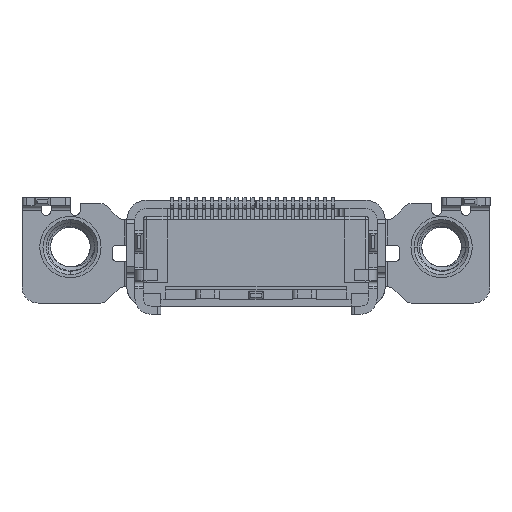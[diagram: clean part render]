
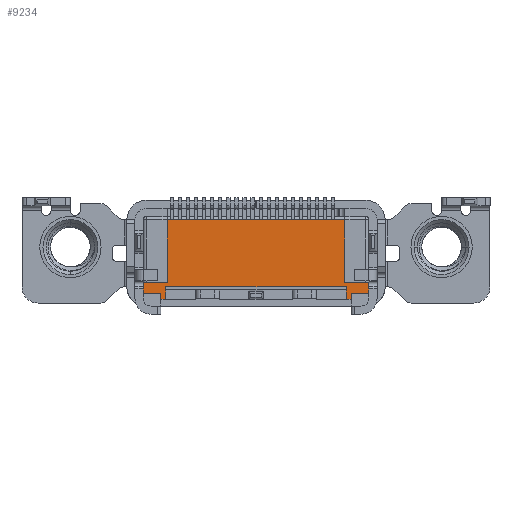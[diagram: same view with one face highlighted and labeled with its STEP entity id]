
A CAD part, front view. The second image highlights one B-rep face of the part: STEP entity #9234.
In plain terms, the highlighted planar face has unit normal (0, -1, 0).
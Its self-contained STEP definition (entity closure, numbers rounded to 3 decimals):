
#293 = EDGE_CURVE ( 'NONE', #24022, #12644, #10694, .T. ) ;
#342 = ORIENTED_EDGE ( 'NONE', *, *, #31630, .F. ) ;
#662 = VECTOR ( 'NONE', #10826, 1000. ) ;
#1499 = CARTESIAN_POINT ( 'NONE',  ( -5.5, 0.3, -1.01 ) ) ;
#1500 = DIRECTION ( 'NONE',  ( 0., 0., -1. ) ) ;
#1608 = CARTESIAN_POINT ( 'NONE',  ( 0., 0.3, -1.01 ) ) ;
#2322 = ORIENTED_EDGE ( 'NONE', *, *, #23922, .T. ) ;
#2419 = EDGE_LOOP ( 'NONE', ( #21456, #26710, #2322, #34682, #342, #8528, #35084, #7831, #20026, #2571, #18587, #12244, #17173, #11918, #6640, #16427 ) ) ;
#2490 = EDGE_CURVE ( 'NONE', #32457, #28151, #25540, .T. ) ;
#2571 = ORIENTED_EDGE ( 'NONE', *, *, #26420, .T. ) ;
#2604 = VECTOR ( 'NONE', #1500, 1000. ) ;
#3509 = EDGE_CURVE ( 'NONE', #29224, #14225, #11128, .T. ) ;
#3539 = DIRECTION ( 'NONE',  ( -1., 0., 0. ) ) ;
#3625 = VERTEX_POINT ( 'NONE', #25100 ) ;
#4032 = VECTOR ( 'NONE', #3539, 1000. ) ;
#4199 = VECTOR ( 'NONE', #8978, 1000. ) ;
#4837 = LINE ( 'NONE', #1608, #13827 ) ;
#5067 = EDGE_CURVE ( 'NONE', #33415, #33122, #26451, .T. ) ;
#5152 = PLANE ( 'NONE',  #30361 ) ;
#6640 = ORIENTED_EDGE ( 'NONE', *, *, #13439, .T. ) ;
#7420 = CARTESIAN_POINT ( 'NONE',  ( -5.9, 0.3, -5.95 ) ) ;
#7544 = DIRECTION ( 'NONE',  ( 1., 0., 0. ) ) ;
#7831 = ORIENTED_EDGE ( 'NONE', *, *, #23857, .F. ) ;
#8528 = ORIENTED_EDGE ( 'NONE', *, *, #12309, .F. ) ;
#8978 = DIRECTION ( 'NONE',  ( 0., 0., 1. ) ) ;
#9234 = ADVANCED_FACE ( 'NONE', ( #10433 ), #5152, .T. ) ;
#9771 = LINE ( 'NONE', #27328, #16356 ) ;
#10341 = DIRECTION ( 'NONE',  ( 0., 0., -1. ) ) ;
#10433 = FACE_OUTER_BOUND ( 'NONE', #2419, .T. ) ;
#10694 = LINE ( 'NONE', #16660, #2604 ) ;
#10826 = DIRECTION ( 'NONE',  ( -1., 0., 0. ) ) ;
#10879 = CARTESIAN_POINT ( 'NONE',  ( 7., 0.3, -5.56 ) ) ;
#11128 = LINE ( 'NONE', #18924, #4032 ) ;
#11396 = CARTESIAN_POINT ( 'NONE',  ( -5.6, 0.3, -5.95 ) ) ;
#11537 = CARTESIAN_POINT ( 'NONE',  ( -7., 0.3, 0. ) ) ;
#11630 = EDGE_CURVE ( 'NONE', #28151, #12665, #38139, .T. ) ;
#11918 = ORIENTED_EDGE ( 'NONE', *, *, #11630, .T. ) ;
#12108 = EDGE_CURVE ( 'NONE', #38061, #25898, #17539, .T. ) ;
#12244 = ORIENTED_EDGE ( 'NONE', *, *, #32586, .T. ) ;
#12309 = EDGE_CURVE ( 'NONE', #24128, #14656, #33435, .T. ) ;
#12644 = VERTEX_POINT ( 'NONE', #24816 ) ;
#12665 = VERTEX_POINT ( 'NONE', #34861 ) ;
#12921 = LINE ( 'NONE', #35665, #662 ) ;
#13125 = DIRECTION ( 'NONE',  ( 1., 0., 0. ) ) ;
#13439 = EDGE_CURVE ( 'NONE', #12665, #33415, #22935, .T. ) ;
#13788 = VECTOR ( 'NONE', #13125, 1000. ) ;
#13827 = VECTOR ( 'NONE', #25657, 1000. ) ;
#13849 = CARTESIAN_POINT ( 'NONE',  ( 5.6, 0.3, -5.16 ) ) ;
#14225 = VERTEX_POINT ( 'NONE', #23143 ) ;
#14656 = VERTEX_POINT ( 'NONE', #14863 ) ;
#14863 = CARTESIAN_POINT ( 'NONE',  ( 5.9, 0.3, -5.56 ) ) ;
#15211 = CARTESIAN_POINT ( 'NONE',  ( -7., 0.3, -5.56 ) ) ;
#15313 = DIRECTION ( 'NONE',  ( 1., 0., 0. ) ) ;
#15398 = LINE ( 'NONE', #36067, #30848 ) ;
#15551 = CARTESIAN_POINT ( 'NONE',  ( -5.9, 0.3, 0. ) ) ;
#15602 = CARTESIAN_POINT ( 'NONE',  ( 5.6, 0.3, 0. ) ) ;
#16356 = VECTOR ( 'NONE', #24298, 1000. ) ;
#16427 = ORIENTED_EDGE ( 'NONE', *, *, #5067, .T. ) ;
#16660 = CARTESIAN_POINT ( 'NONE',  ( -5.5, 0.3, 0. ) ) ;
#17173 = ORIENTED_EDGE ( 'NONE', *, *, #2490, .T. ) ;
#17207 = EDGE_CURVE ( 'NONE', #33122, #14225, #20179, .T. ) ;
#17501 = VECTOR ( 'NONE', #27099, 1000. ) ;
#17539 = LINE ( 'NONE', #19497, #28801 ) ;
#17980 = VECTOR ( 'NONE', #34252, 1000. ) ;
#18478 = CARTESIAN_POINT ( 'NONE',  ( 7., 0.3, -4.9 ) ) ;
#18587 = ORIENTED_EDGE ( 'NONE', *, *, #293, .T. ) ;
#18598 = DIRECTION ( 'NONE',  ( 0., 0., -1. ) ) ;
#18671 = EDGE_CURVE ( 'NONE', #31218, #3625, #15398, .T. ) ;
#18820 = EDGE_CURVE ( 'NONE', #24128, #37272, #9771, .T. ) ;
#18924 = CARTESIAN_POINT ( 'NONE',  ( -5.6, 0.3, -5.16 ) ) ;
#19497 = CARTESIAN_POINT ( 'NONE',  ( 0., 0.3, -5.95 ) ) ;
#19750 = CARTESIAN_POINT ( 'NONE',  ( 0., 0.3, 0. ) ) ;
#20026 = ORIENTED_EDGE ( 'NONE', *, *, #18671, .F. ) ;
#20179 = LINE ( 'NONE', #38563, #4199 ) ;
#21197 = CARTESIAN_POINT ( 'NONE',  ( 0., 0.3, -5.56 ) ) ;
#21321 = VECTOR ( 'NONE', #15313, 1000. ) ;
#21456 = ORIENTED_EDGE ( 'NONE', *, *, #17207, .T. ) ;
#21994 = VECTOR ( 'NONE', #30170, 1000. ) ;
#22559 = CARTESIAN_POINT ( 'NONE',  ( 5.5, 0.3, -1.01 ) ) ;
#22935 = LINE ( 'NONE', #15551, #21994 ) ;
#23143 = CARTESIAN_POINT ( 'NONE',  ( -5.6, 0.3, -5.16 ) ) ;
#23583 = VECTOR ( 'NONE', #18598, 1000. ) ;
#23857 = EDGE_CURVE ( 'NONE', #3625, #37272, #33433, .T. ) ;
#23922 = EDGE_CURVE ( 'NONE', #29224, #38061, #37616, .T. ) ;
#24022 = VERTEX_POINT ( 'NONE', #1499 ) ;
#24128 = VERTEX_POINT ( 'NONE', #10879 ) ;
#24186 = CARTESIAN_POINT ( 'NONE',  ( 0., 0.3, -5.56 ) ) ;
#24256 = VECTOR ( 'NONE', #10341, 1000. ) ;
#24298 = DIRECTION ( 'NONE',  ( 0., 0., 1. ) ) ;
#24740 = CARTESIAN_POINT ( 'NONE',  ( 5.6, 0.3, -5.95 ) ) ;
#24816 = CARTESIAN_POINT ( 'NONE',  ( -5.5, 0.3, -4.9 ) ) ;
#25100 = CARTESIAN_POINT ( 'NONE',  ( 5.5, 0.3, -4.9 ) ) ;
#25540 = LINE ( 'NONE', #11537, #37655 ) ;
#25657 = DIRECTION ( 'NONE',  ( -1., 0., 0. ) ) ;
#25898 = VERTEX_POINT ( 'NONE', #30376 ) ;
#26420 = EDGE_CURVE ( 'NONE', #31218, #24022, #4837, .T. ) ;
#26451 = LINE ( 'NONE', #31379, #17980 ) ;
#26710 = ORIENTED_EDGE ( 'NONE', *, *, #3509, .F. ) ;
#27099 = DIRECTION ( 'NONE',  ( -1., 0., 0. ) ) ;
#27328 = CARTESIAN_POINT ( 'NONE',  ( 7., 0.3, 0. ) ) ;
#28151 = VERTEX_POINT ( 'NONE', #15211 ) ;
#28801 = VECTOR ( 'NONE', #7544, 1000. ) ;
#29224 = VERTEX_POINT ( 'NONE', #13849 ) ;
#30170 = DIRECTION ( 'NONE',  ( 0., 0., -1. ) ) ;
#30361 = AXIS2_PLACEMENT_3D ( 'NONE', #19750, #32529, #32666 ) ;
#30376 = CARTESIAN_POINT ( 'NONE',  ( 5.9, 0.3, -5.95 ) ) ;
#30848 = VECTOR ( 'NONE', #32792, 1000. ) ;
#30896 = CARTESIAN_POINT ( 'NONE',  ( 0., 0.3, -4.9 ) ) ;
#31218 = VERTEX_POINT ( 'NONE', #22559 ) ;
#31379 = CARTESIAN_POINT ( 'NONE',  ( 0., 0.3, -5.95 ) ) ;
#31630 = EDGE_CURVE ( 'NONE', #14656, #25898, #38704, .T. ) ;
#32457 = VERTEX_POINT ( 'NONE', #34257 ) ;
#32472 = DIRECTION ( 'NONE',  ( 0., 0., -1. ) ) ;
#32529 = DIRECTION ( 'NONE',  ( 0., -1., 0. ) ) ;
#32586 = EDGE_CURVE ( 'NONE', #12644, #32457, #12921, .T. ) ;
#32666 = DIRECTION ( 'NONE',  ( 1., 0., 0. ) ) ;
#32792 = DIRECTION ( 'NONE',  ( 0., 0., -1. ) ) ;
#33122 = VERTEX_POINT ( 'NONE', #11396 ) ;
#33415 = VERTEX_POINT ( 'NONE', #7420 ) ;
#33433 = LINE ( 'NONE', #30896, #13788 ) ;
#33435 = LINE ( 'NONE', #21197, #17501 ) ;
#34049 = CARTESIAN_POINT ( 'NONE',  ( 5.9, 0.3, 0. ) ) ;
#34252 = DIRECTION ( 'NONE',  ( 1., 0., 0. ) ) ;
#34257 = CARTESIAN_POINT ( 'NONE',  ( -7., 0.3, -4.9 ) ) ;
#34682 = ORIENTED_EDGE ( 'NONE', *, *, #12108, .T. ) ;
#34861 = CARTESIAN_POINT ( 'NONE',  ( -5.9, 0.3, -5.56 ) ) ;
#35084 = ORIENTED_EDGE ( 'NONE', *, *, #18820, .T. ) ;
#35665 = CARTESIAN_POINT ( 'NONE',  ( 0., 0.3, -4.9 ) ) ;
#36067 = CARTESIAN_POINT ( 'NONE',  ( 5.5, 0.3, 0. ) ) ;
#37272 = VERTEX_POINT ( 'NONE', #18478 ) ;
#37616 = LINE ( 'NONE', #15602, #23583 ) ;
#37655 = VECTOR ( 'NONE', #32472, 1000. ) ;
#38061 = VERTEX_POINT ( 'NONE', #24740 ) ;
#38139 = LINE ( 'NONE', #24186, #21321 ) ;
#38563 = CARTESIAN_POINT ( 'NONE',  ( -5.6, 0.3, 0. ) ) ;
#38704 = LINE ( 'NONE', #34049, #24256 ) ;
